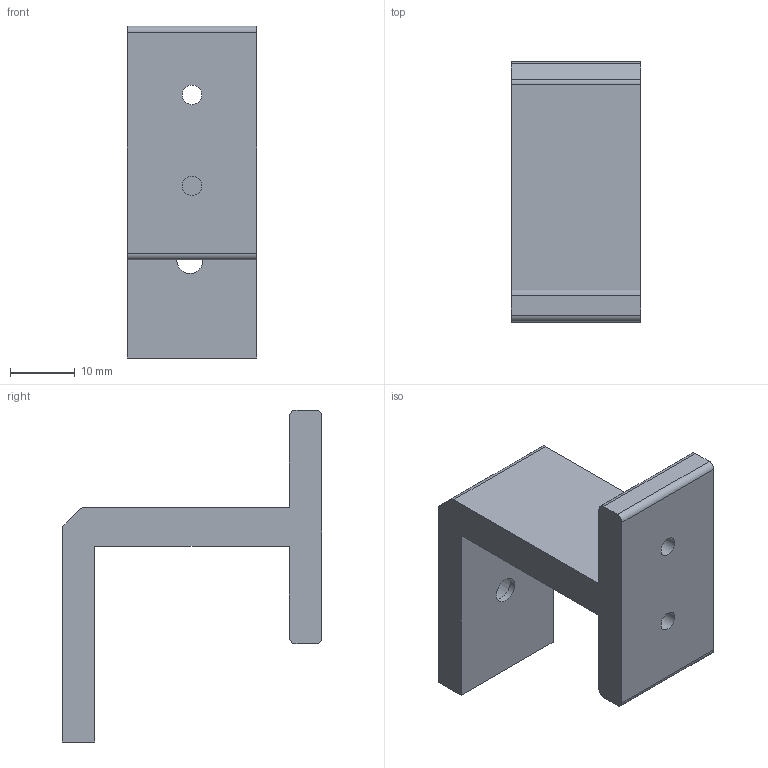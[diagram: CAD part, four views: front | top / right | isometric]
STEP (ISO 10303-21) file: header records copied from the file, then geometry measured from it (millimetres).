
FILE_DESCRIPTION(/* description */ ('STEP AP214'),/* implementation_level */ '2;1');
FILE_NAME(/* name */ 'Block holder-Orange Storm Giga.step',/* time_stamp */ '2024-11-26T16:05:01+01:00',/* author */ (''),/* organization */ (''),/* preprocessor_version */ 'ST-DEVELOPER v20',/* originating_system */ 'Autodesk Translation Framework v13.20.0.188',/* authorisation */ '');
FILE_SCHEMA (('AUTOMOTIVE_DESIGN { 1 0 10303 214 3 1 1 }'));
Length unit declared in the file: millimetre
Products named in the file (1): K1-Sovolsv06
Bounding box: 20 x 40 x 51.09 mm (x, y, z)
Volume: 10463.4 mm3; surface area: 5383.7 mm2
Topology: 1 solids, 1 shells, 24 faces, 63 edges, 42 vertices
Faces by surface type: plane 14, cylinder 10
Full cylindrical faces by diameter (mm): 3 x2, 4 x1, 7 x1
Entity records: 792 total; most frequent: DIRECTION 133, CARTESIAN_POINT 130, ORIENTED_EDGE 126, EDGE_CURVE 63, AXIS2_PLACEMENT_3D 45, LINE 43, VECTOR 43, VERTEX_POINT 42
